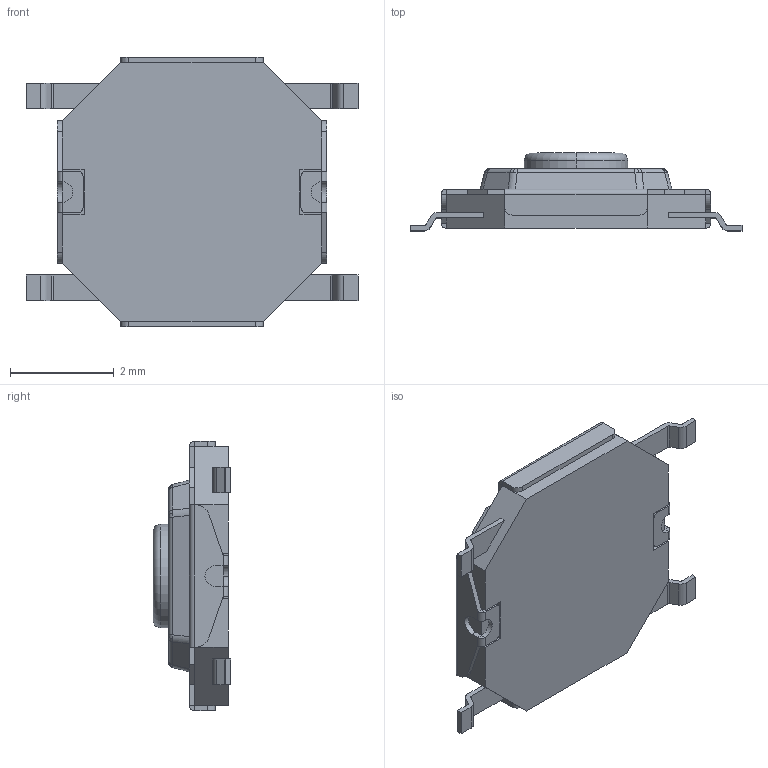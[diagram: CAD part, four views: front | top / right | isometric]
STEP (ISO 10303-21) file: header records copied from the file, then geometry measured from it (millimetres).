
FILE_DESCRIPTION (( 'STEP AP214' ), '1' );
FILE_NAME ('SKQGADE010.STEP', '2020-10-19T13:03:26', ( '' ), ( '' ), 'SwSTEP 2.0', 'SolidWorks 2017', '' );
FILE_SCHEMA (( 'AUTOMOTIVE_DESIGN' ));
Length unit declared in the file: millimetre
Products named in the file (1): SKQGADE010
Bounding box: 6.4 x 1.5 x 5.2 mm (x, y, z)
Volume: 23.3 mm3; surface area: 133.4 mm2
Topology: 7 solids, 7 shells, 220 faces, 542 edges, 334 vertices
Faces by surface type: plane 140, cylinder 62, bspline 16, torus 2
Entity records: 6578 total; most frequent: CARTESIAN_POINT 1393, ORIENTED_EDGE 1084, DIRECTION 1032, EDGE_CURVE 542, LINE 382, VECTOR 382, VERTEX_POINT 334, AXIS2_PLACEMENT_3D 325
